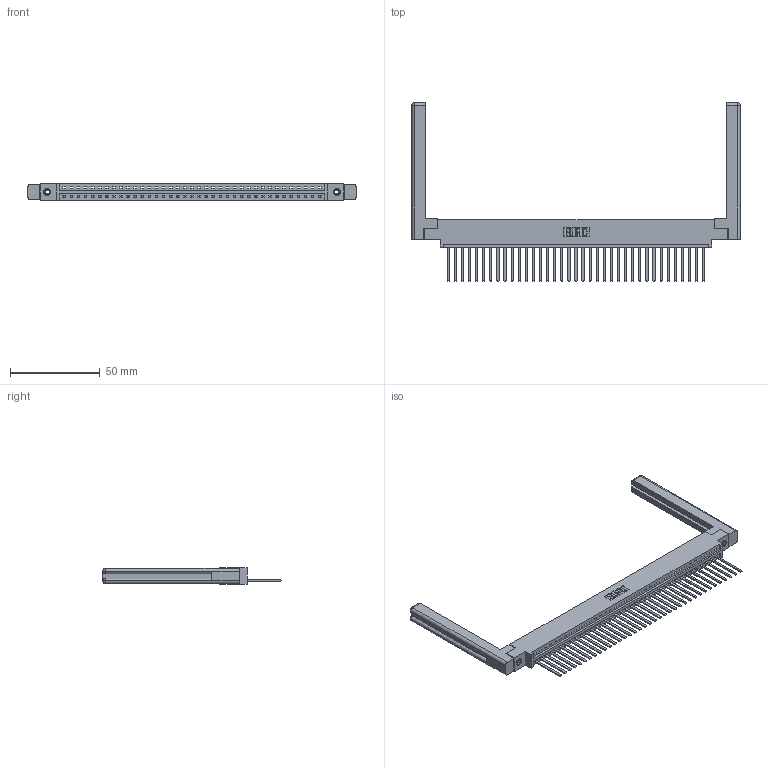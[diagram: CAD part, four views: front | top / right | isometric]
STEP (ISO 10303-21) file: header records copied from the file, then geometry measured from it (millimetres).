
FILE_DESCRIPTION (( 'STEP AP203' ), '1' );
FILE_NAME ('387-037-544-658.STEP', '2019-10-04T15:08:59', ( '' ), ( '' ), 'SwSTEP 2.0', 'SolidWorks 2016', '' );
FILE_SCHEMA (( 'CONFIG_CONTROL_DESIGN' ));
Length unit declared in the file: inch
Products named in the file (5): 307-220-058; 387-037-544-658; 345-250-001_345-250-001-102; 345-292-001_345-293-144; 337 Part_0.170 Offset - 0.156 Dia-TI
Assembly tree (42 placements, depth 2):
  387-037-544-658
    337 Part_0.170 Offset - 0.156 Dia-TI
    345-292-001_345-293-144  x37
    345-250-001_345-250-001-102  x2
    307-220-058  x2
Bounding box: 183.24 x 99.7 x 9.4 mm (x, y, z)
Volume: 26454.8 mm3; surface area: 26627.5 mm2
Topology: 42 solids, 42 shells, 2332 faces, 6967 edges, 4582 vertices
Faces by surface type: plane 1712, cylinder 596, cone 12, torus 12
Entity records: 30732 total; most frequent: CARTESIAN_POINT 5352, ORIENTED_EDGE 5264, DIRECTION 4530, EDGE_CURVE 2632, LINE 2460, VECTOR 2460, VERTEX_POINT 1746, AXIS2_PLACEMENT_3D 1035
